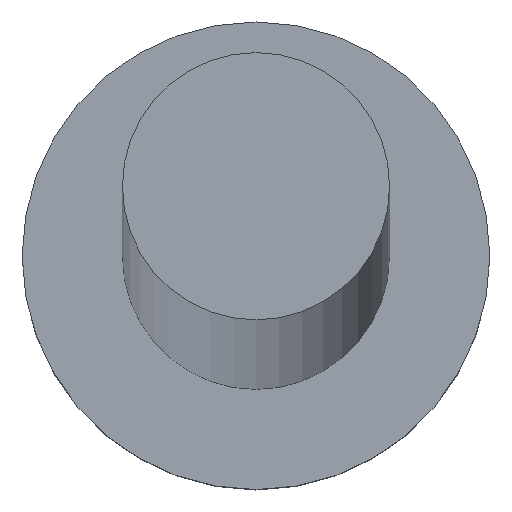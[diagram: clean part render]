
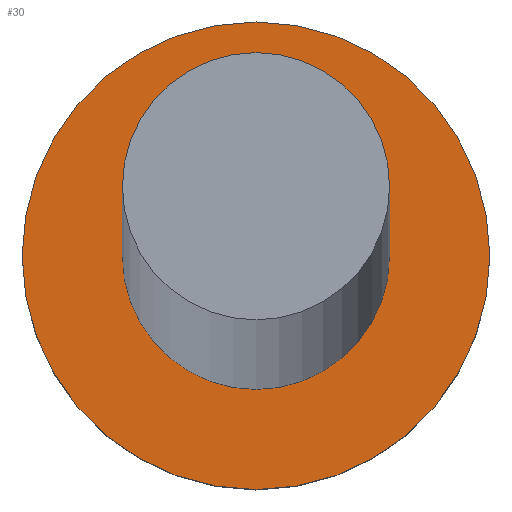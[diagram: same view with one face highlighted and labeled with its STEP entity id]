
A CAD part, top view. The second image highlights one B-rep face of the part: STEP entity #30.
In plain terms, the highlighted planar face has unit normal (0, 0, 1).
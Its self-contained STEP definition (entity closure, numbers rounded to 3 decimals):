
#5 = EDGE_LOOP ( 'NONE', ( #42, #180 ) ) ;
#10 = VERTEX_POINT ( 'NONE', #111 ) ;
#23 = EDGE_LOOP ( 'NONE', ( #175, #178 ) ) ;
#27 = VERTEX_POINT ( 'NONE', #158 ) ;
#30 = ADVANCED_FACE ( 'NONE', ( #79, #249 ), #161, .T. ) ;
#33 = CIRCLE ( 'NONE', #255, 7. ) ;
#42 = ORIENTED_EDGE ( 'NONE', *, *, #44, .F. ) ;
#44 = EDGE_CURVE ( 'NONE', #52, #10, #212, .T. ) ;
#46 = DIRECTION ( 'NONE',  ( 1., 0., 0. ) ) ;
#52 = VERTEX_POINT ( 'NONE', #99 ) ;
#54 = DIRECTION ( 'NONE',  ( 0., 0., 1. ) ) ;
#57 = VERTEX_POINT ( 'NONE', #232 ) ;
#58 = AXIS2_PLACEMENT_3D ( 'NONE', #107, #54, #192 ) ;
#64 = AXIS2_PLACEMENT_3D ( 'NONE', #227, #155, #198 ) ;
#79 = FACE_BOUND ( 'NONE', #5, .T. ) ;
#81 = AXIS2_PLACEMENT_3D ( 'NONE', #157, #195, #237 ) ;
#95 = EDGE_CURVE ( 'NONE', #10, #52, #151, .T. ) ;
#99 = CARTESIAN_POINT ( 'NONE',  ( -4., 0., 6.5 ) ) ;
#103 = EDGE_CURVE ( 'NONE', #27, #57, #33, .T. ) ;
#107 = CARTESIAN_POINT ( 'NONE',  ( 0., 0., 6.5 ) ) ;
#111 = CARTESIAN_POINT ( 'NONE',  ( 4., 0., 6.5 ) ) ;
#137 = DIRECTION ( 'NONE',  ( 0., 0., 1. ) ) ;
#142 = CARTESIAN_POINT ( 'NONE',  ( 0., 0., 6.5 ) ) ;
#146 = AXIS2_PLACEMENT_3D ( 'NONE', #142, #231, #46 ) ;
#151 = CIRCLE ( 'NONE', #81, 4. ) ;
#155 = DIRECTION ( 'NONE',  ( 0., 0., 1. ) ) ;
#157 = CARTESIAN_POINT ( 'NONE',  ( 0., 0., 6.5 ) ) ;
#158 = CARTESIAN_POINT ( 'NONE',  ( -7., 0., 6.5 ) ) ;
#161 = PLANE ( 'NONE',  #64 ) ;
#175 = ORIENTED_EDGE ( 'NONE', *, *, #103, .T. ) ;
#178 = ORIENTED_EDGE ( 'NONE', *, *, #242, .T. ) ;
#180 = ORIENTED_EDGE ( 'NONE', *, *, #95, .F. ) ;
#184 = CIRCLE ( 'NONE', #146, 7. ) ;
#192 = DIRECTION ( 'NONE',  ( 1., 0., 0. ) ) ;
#195 = DIRECTION ( 'NONE',  ( 0., 0., 1. ) ) ;
#198 = DIRECTION ( 'NONE',  ( 1., 0., 0. ) ) ;
#212 = CIRCLE ( 'NONE', #58, 4. ) ;
#225 = DIRECTION ( 'NONE',  ( 1., 0., 0. ) ) ;
#227 = CARTESIAN_POINT ( 'NONE',  ( 0., 0., 6.5 ) ) ;
#231 = DIRECTION ( 'NONE',  ( 0., 0., 1. ) ) ;
#232 = CARTESIAN_POINT ( 'NONE',  ( 7., 0., 6.5 ) ) ;
#237 = DIRECTION ( 'NONE',  ( 1., 0., 0. ) ) ;
#242 = EDGE_CURVE ( 'NONE', #57, #27, #184, .T. ) ;
#244 = CARTESIAN_POINT ( 'NONE',  ( 0., 0., 6.5 ) ) ;
#249 = FACE_OUTER_BOUND ( 'NONE', #23, .T. ) ;
#255 = AXIS2_PLACEMENT_3D ( 'NONE', #244, #137, #225 ) ;
